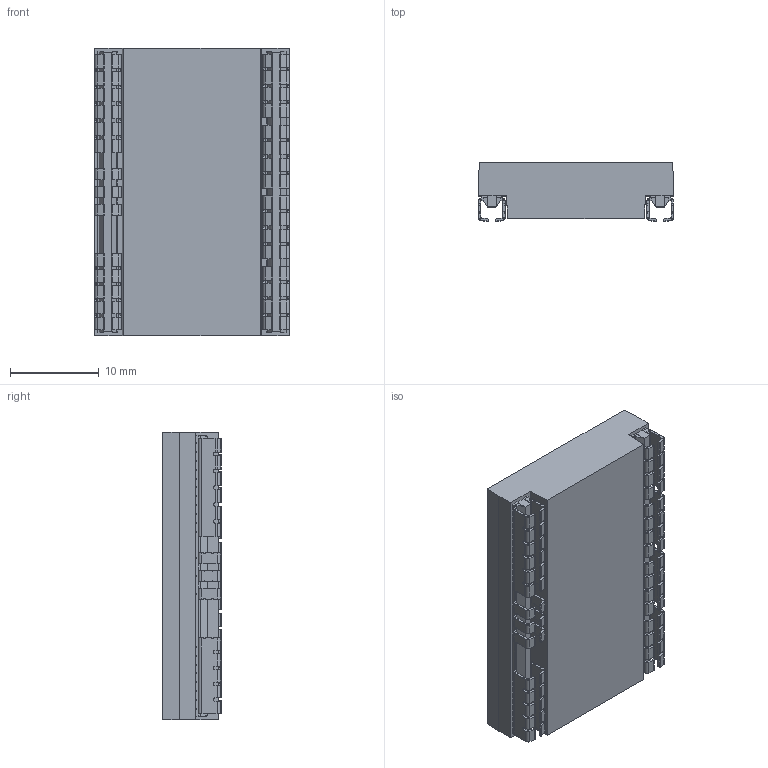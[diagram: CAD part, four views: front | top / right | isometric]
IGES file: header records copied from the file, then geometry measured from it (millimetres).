
Start section: SolidWorks IGES file using analytic representation for surfaces
Global section: file name: 36057r1.IGS; native system: SolidWorks 2011; preprocessor: SolidWorks 2011; author: Krishna; date: 110314.123730; units: inch
Bounding box: 22.01 x 6.65 x 32.5 mm (x, y, z)
Surface area: 2970.3 mm2 (no closed solid volume)
Topology: 0 solids, 0 shells, 1554 faces, 11364 edges, 11364 vertices
Faces by surface type: bspline 976, revolution 578
